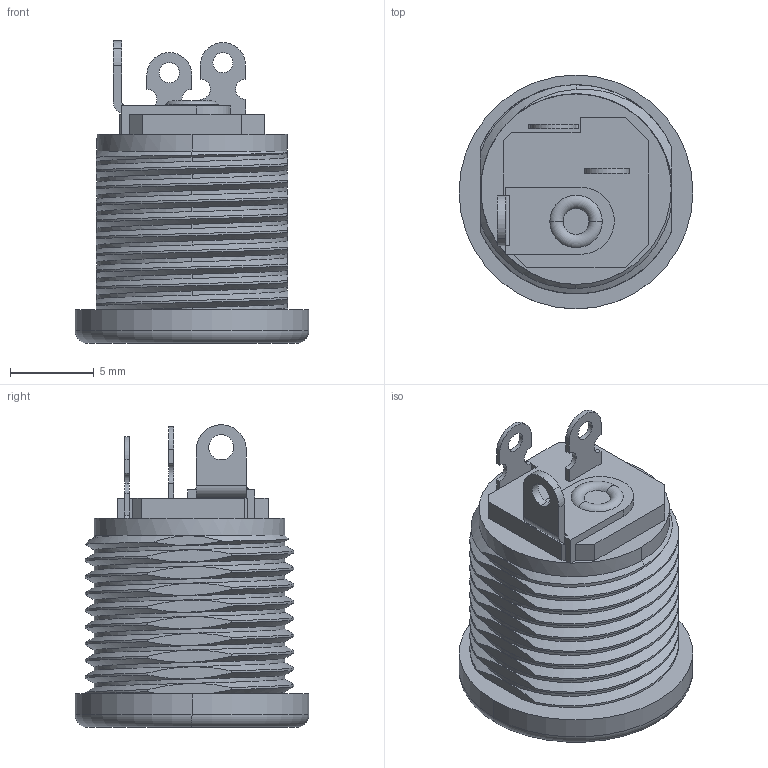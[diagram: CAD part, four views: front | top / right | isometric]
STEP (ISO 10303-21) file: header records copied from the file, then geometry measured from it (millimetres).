
FILE_DESCRIPTION (( 'STEP AP214' ), '1' );
FILE_NAME ('4840.2200-03.STEP', '2021-04-12T09:19:42', ( '' ), ( '' ), 'SwSTEP 2.0', 'SolidWorks 2020', '' );
FILE_SCHEMA (( 'AUTOMOTIVE_DESIGN' ));
Length unit declared in the file: millimetre
Products named in the file (1): 4840.2200-03
Bounding box: 14 x 14 x 18.1 mm (x, y, z)
Volume: 1280.4 mm3; surface area: 1364.4 mm2
Topology: 1 solids, 3 shells, 176 faces, 470 edges, 308 vertices
Faces by surface type: cylinder 76, plane 76, torus 11, cone 10, bspline 3
Entity records: 8664 total; most frequent: CARTESIAN_POINT 4415, ORIENTED_EDGE 940, DIRECTION 790, EDGE_CURVE 470, VERTEX_POINT 308, AXIS2_PLACEMENT_3D 289, LINE 212, VECTOR 212
